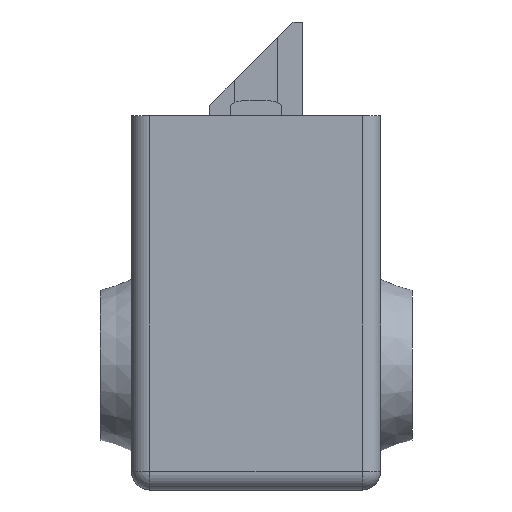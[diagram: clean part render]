
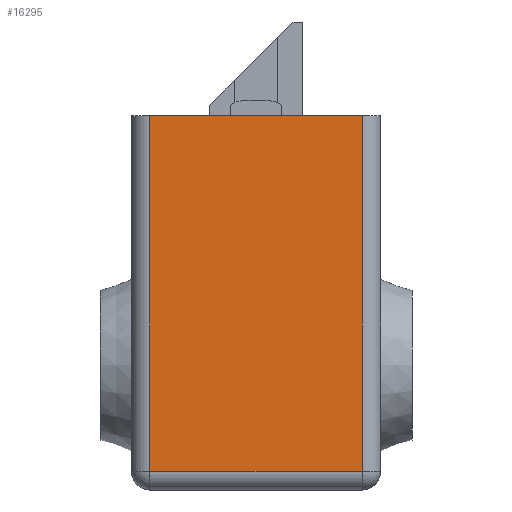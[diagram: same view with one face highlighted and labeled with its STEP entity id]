
A CAD part, front view. The second image highlights one B-rep face of the part: STEP entity #16295.
In plain terms, the highlighted planar face has unit normal (0, -1, 0).
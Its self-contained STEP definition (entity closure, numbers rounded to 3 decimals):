
#459 = CARTESIAN_POINT ( 'NONE',  ( -17., -86.5, -27. ) ) ;
#598 = DIRECTION ( 'NONE',  ( 0., 0., 1. ) ) ;
#893 = CARTESIAN_POINT ( 'NONE',  ( -20., -86.5, -27. ) ) ;
#1807 = EDGE_LOOP ( 'NONE', ( #16777, #26159, #25434, #20334 ) ) ;
#2247 = CARTESIAN_POINT ( 'NONE',  ( 17., -86.5, -27. ) ) ;
#2658 = PLANE ( 'NONE',  #7573 ) ;
#3030 = DIRECTION ( 'NONE',  ( 1., 0., 0. ) ) ;
#3448 = VERTEX_POINT ( 'NONE', #459 ) ;
#6284 = CARTESIAN_POINT ( 'NONE',  ( 17., -86.5, 30. ) ) ;
#6450 = DIRECTION ( 'NONE',  ( 0., 0., 1. ) ) ;
#6485 = VERTEX_POINT ( 'NONE', #24411 ) ;
#7573 = AXIS2_PLACEMENT_3D ( 'NONE', #12963, #21332, #598 ) ;
#9019 = LINE ( 'NONE', #893, #16387 ) ;
#9608 = EDGE_CURVE ( 'NONE', #3448, #17299, #9019, .T. ) ;
#11241 = DIRECTION ( 'NONE',  ( 1., 0., 0. ) ) ;
#11346 = EDGE_CURVE ( 'NONE', #6485, #20843, #16340, .T. ) ;
#12943 = CARTESIAN_POINT ( 'NONE',  ( 17., -86.5, 30. ) ) ;
#12963 = CARTESIAN_POINT ( 'NONE',  ( -20., -86.5, 30. ) ) ;
#14115 = EDGE_CURVE ( 'NONE', #6485, #3448, #18364, .T. ) ;
#15068 = VECTOR ( 'NONE', #11241, 1000. ) ;
#15330 = DIRECTION ( 'NONE',  ( 0., 0., -1. ) ) ;
#16295 = ADVANCED_FACE ( 'NONE', ( #26605 ), #2658, .F. ) ;
#16340 = LINE ( 'NONE', #19426, #15068 ) ;
#16387 = VECTOR ( 'NONE', #3030, 1000. ) ;
#16777 = ORIENTED_EDGE ( 'NONE', *, *, #9608, .T. ) ;
#17075 = VECTOR ( 'NONE', #15330, 1000. ) ;
#17299 = VERTEX_POINT ( 'NONE', #2247 ) ;
#18364 = LINE ( 'NONE', #19749, #17075 ) ;
#18374 = EDGE_CURVE ( 'NONE', #17299, #20843, #19182, .T. ) ;
#18535 = VECTOR ( 'NONE', #6450, 1000. ) ;
#19182 = LINE ( 'NONE', #12943, #18535 ) ;
#19426 = CARTESIAN_POINT ( 'NONE',  ( -20., -86.5, 30. ) ) ;
#19749 = CARTESIAN_POINT ( 'NONE',  ( -17., -86.5, 30. ) ) ;
#20334 = ORIENTED_EDGE ( 'NONE', *, *, #14115, .T. ) ;
#20843 = VERTEX_POINT ( 'NONE', #6284 ) ;
#21332 = DIRECTION ( 'NONE',  ( 0., 1., 0. ) ) ;
#24411 = CARTESIAN_POINT ( 'NONE',  ( -17., -86.5, 30. ) ) ;
#25434 = ORIENTED_EDGE ( 'NONE', *, *, #11346, .F. ) ;
#26159 = ORIENTED_EDGE ( 'NONE', *, *, #18374, .T. ) ;
#26605 = FACE_OUTER_BOUND ( 'NONE', #1807, .T. ) ;
